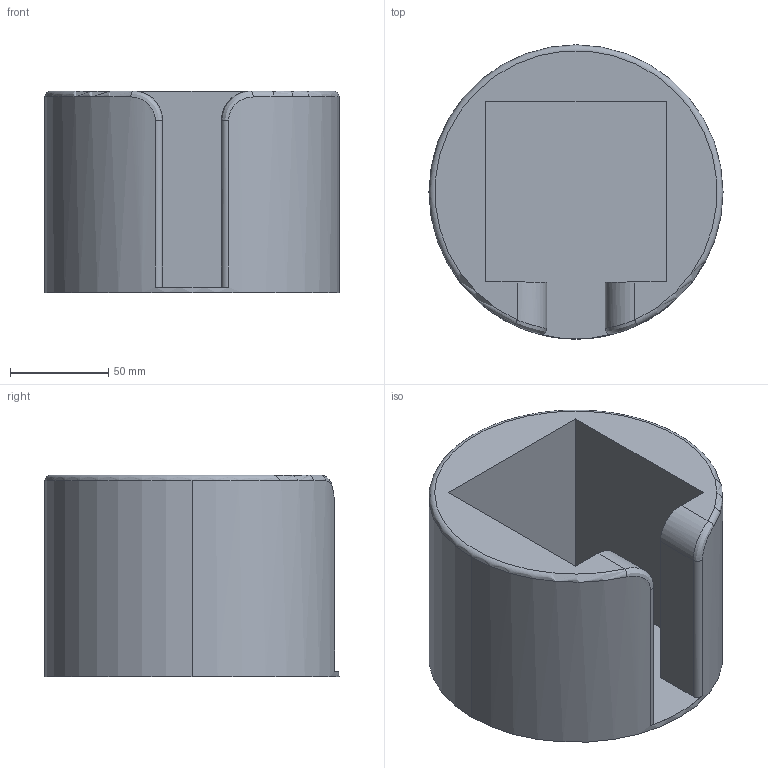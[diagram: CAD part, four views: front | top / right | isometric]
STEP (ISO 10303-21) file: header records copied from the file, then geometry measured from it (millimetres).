
FILE_DESCRIPTION(('Creo Elements/Direct Modeling STEP Export'),'2;1');
FILE_NAME('Box-30-R15-Rund.stp','2022-11-18T 4:07:47',(''),(''),'Creo Elements/Direct Modeling STEP processor for AP214 (Solid Model)','Creo Elements/Direct Modeling 20.3A 20-Jun-2020 (C) Parametric Technology GmbH','');
FILE_SCHEMA(('AUTOMOTIVE_DESIGN { 1 0 10303 214 1 1 1 1 }'));
Length unit declared in the file: millimetre
Products named in the file (2): Box-30-R15-Rund
Assembly tree (1 placements, depth 2):
  Box-30-R15-Rund
    Box-30-R15-Rund
Bounding box: 150 x 150 x 103 mm (x, y, z)
Volume: 884220.1 mm3; surface area: 118614.4 mm2
Topology: 1 solids, 1 shells, 19 faces, 47 edges, 30 vertices
Faces by surface type: plane 10, cylinder 6, bspline 2, torus 1
Entity records: 1299 total; most frequent: CARTESIAN_POINT 842, ORIENTED_EDGE 94, DIRECTION 78, EDGE_CURVE 47, VERTEX_POINT 30, AXIS2_PLACEMENT_3D 26, VECTOR 26, LINE 26
